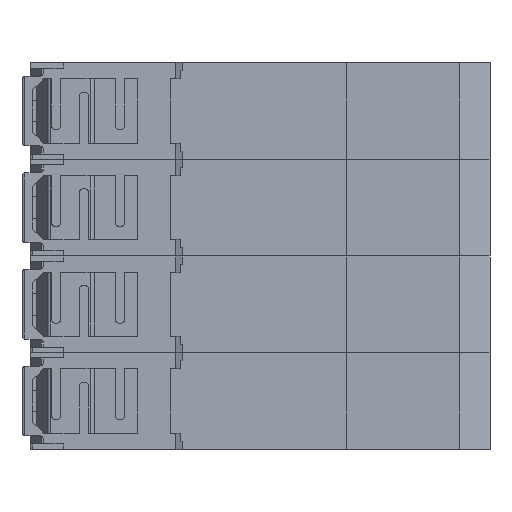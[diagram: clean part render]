
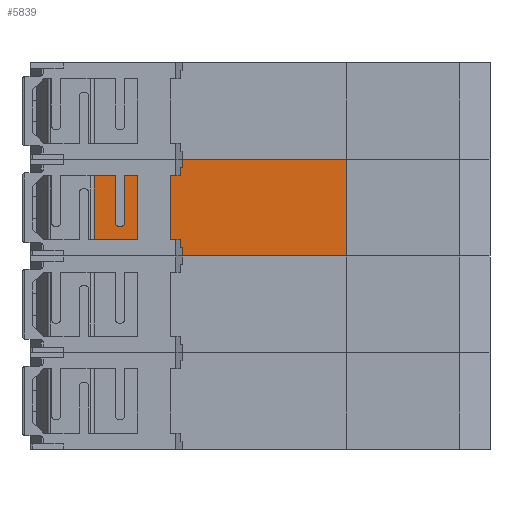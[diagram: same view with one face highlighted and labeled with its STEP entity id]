
A CAD part, front view. The second image highlights one B-rep face of the part: STEP entity #5839.
In plain terms, the highlighted planar face has unit normal (0, -1, 0).
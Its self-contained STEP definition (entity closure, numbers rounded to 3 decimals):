
#217=DIRECTION('',(-1.,0.,0.));
#218=VECTOR('',#217,45.67);
#219=CARTESIAN_POINT('',(47.027,-9.4,0.));
#220=LINE('',#219,#218);
#474=DIRECTION('',(1.,0.,0.));
#475=VECTOR('',#474,45.67);
#476=CARTESIAN_POINT('',(1.357,-9.4,18.));
#477=LINE('',#476,#475);
#1093=DIRECTION('',(0.,0.,1.));
#1094=VECTOR('',#1093,18.);
#1095=CARTESIAN_POINT('',(47.027,-9.4,0.));
#1096=LINE('',#1095,#1094);
#1097=DIRECTION('',(0.,0.,1.));
#1098=VECTOR('',#1097,1.);
#1099=CARTESIAN_POINT('',(1.357,-9.4,0.));
#1100=LINE('',#1099,#1098);
#1109=DIRECTION('',(-1.,0.,0.));
#1110=VECTOR('',#1109,4.5);
#1111=CARTESIAN_POINT('',(1.357,-9.4,1.));
#1112=LINE('',#1111,#1110);
#1154=DIRECTION('',(0.,0.,1.));
#1155=VECTOR('',#1154,16.);
#1156=CARTESIAN_POINT('',(-3.143,-9.4,1.));
#1157=LINE('',#1156,#1155);
#1207=DIRECTION('',(1.,0.,0.));
#1208=VECTOR('',#1207,4.5);
#1209=CARTESIAN_POINT('',(-3.143,-9.4,17.));
#1210=LINE('',#1209,#1208);
#1447=DIRECTION('',(0.,0.,1.));
#1448=VECTOR('',#1447,1.);
#1449=CARTESIAN_POINT('',(1.357,-9.4,17.));
#1450=LINE('',#1449,#1448);
#3496=CARTESIAN_POINT('',(1.357,-9.4,17.));
#3498=VERTEX_POINT('',#3496);
#3500=CARTESIAN_POINT('',(1.357,-9.4,18.));
#3501=VERTEX_POINT('',#3500);
#3540=CARTESIAN_POINT('',(47.027,-9.4,18.));
#3541=VERTEX_POINT('',#3540);
#3618=CARTESIAN_POINT('',(-3.143,-9.4,17.));
#3619=VERTEX_POINT('',#3618);
#3620=CARTESIAN_POINT('',(-3.143,-9.4,1.));
#3621=VERTEX_POINT('',#3620);
#3622=CARTESIAN_POINT('',(1.357,-9.4,1.));
#3623=VERTEX_POINT('',#3622);
#3624=CARTESIAN_POINT('',(1.357,-9.4,0.));
#3625=VERTEX_POINT('',#3624);
#3626=CARTESIAN_POINT('',(47.027,-9.4,0.));
#3627=VERTEX_POINT('',#3626);
#5819=CARTESIAN_POINT('',(47.127,-9.4,0.));
#5820=DIRECTION('',(0.,-1.,0.));
#5821=DIRECTION('',(0.,0.,-1.));
#5822=AXIS2_PLACEMENT_3D('',#5819,#5820,#5821);
#5823=PLANE('',#5822);
#5824=ORIENTED_EDGE('',*,*,#4651,.T.);
#5825=ORIENTED_EDGE('',*,*,#5807,.F.);
#5826=ORIENTED_EDGE('',*,*,#4447,.T.);
#5828=ORIENTED_EDGE('',*,*,#5827,.T.);
#5830=ORIENTED_EDGE('',*,*,#5829,.T.);
#5832=ORIENTED_EDGE('',*,*,#5831,.T.);
#5834=ORIENTED_EDGE('',*,*,#5833,.T.);
#5836=ORIENTED_EDGE('',*,*,#5835,.T.);
#5837=EDGE_LOOP('',(#5824,#5825,#5826,#5828,#5830,#5832,#5834,#5836));
#5838=FACE_OUTER_BOUND('',#5837,.F.);
#4447=EDGE_CURVE('',#3627,#3625,#220,.T.);
#4651=EDGE_CURVE('',#3501,#3541,#477,.T.);
#5807=EDGE_CURVE('',#3627,#3541,#1096,.T.);
#5827=EDGE_CURVE('',#3625,#3623,#1100,.T.);
#5829=EDGE_CURVE('',#3623,#3621,#1112,.T.);
#5831=EDGE_CURVE('',#3621,#3619,#1157,.T.);
#5833=EDGE_CURVE('',#3619,#3498,#1210,.T.);
#5835=EDGE_CURVE('',#3498,#3501,#1450,.T.);
#5839=ADVANCED_FACE('',(#5838),#5823,.T.);
